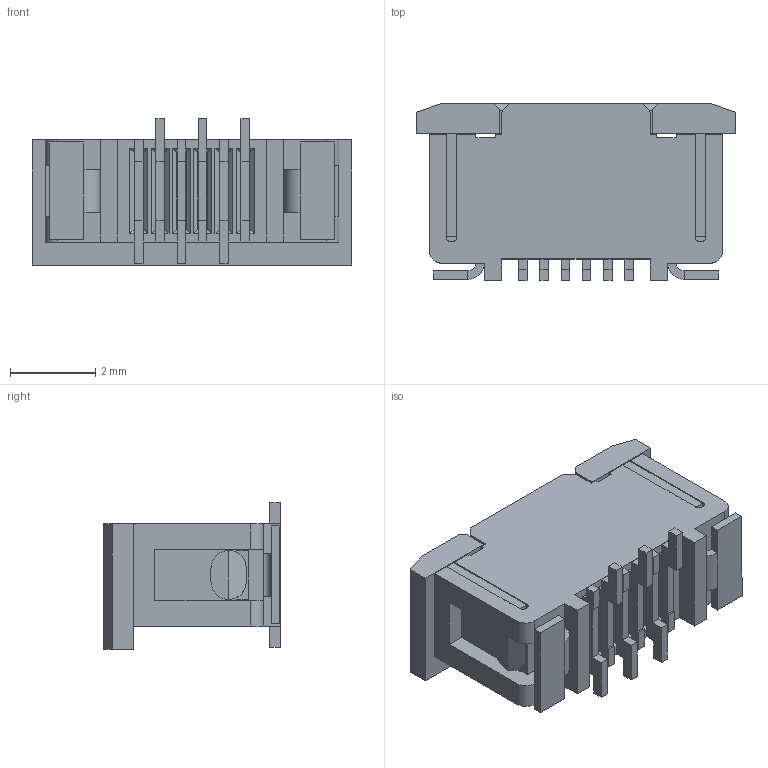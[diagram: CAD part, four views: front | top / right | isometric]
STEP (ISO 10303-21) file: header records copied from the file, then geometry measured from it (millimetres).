
FILE_DESCRIPTION (( 'STEP AP203' ), '1' );
FILE_NAME ('XF2J_0624_11A.step', '2011-02-19T19:37:26', ( 'OSMC1.0 ' ), ( ' ' ), 'SwSTEP 2.0', 'SolidWorks 2002025', '' );
FILE_SCHEMA (( 'CONFIG_CONTROL_DESIGN' ));
Length unit declared in the file: millimetre
Products named in the file (1): XF2J_0624_11A
Bounding box: 7.5 x 4.15 x 3.45 mm (x, y, z)
Volume: 61.1 mm3; surface area: 202.6 mm2
Topology: 1 solids, 1 shells, 320 faces, 906 edges, 586 vertices
Faces by surface type: plane 292, cylinder 28
Entity records: 10235 total; most frequent: CARTESIAN_POINT 1825, ORIENTED_EDGE 1812, DIRECTION 1600, EDGE_CURVE 906, LINE 846, VECTOR 846, VERTEX_POINT 586, AXIS2_PLACEMENT_3D 377
